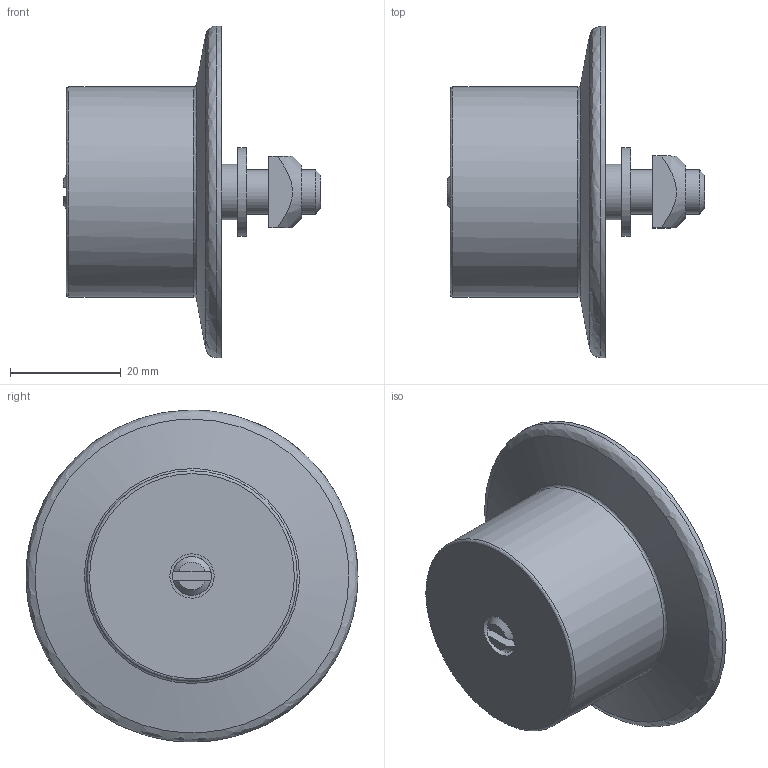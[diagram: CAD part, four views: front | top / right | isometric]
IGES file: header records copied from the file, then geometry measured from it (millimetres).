
Global section: file name: 700115; native system: Autodesk Inventor 2021; preprocessor: unknown; author: Mrówczyńska,,; organization: 11; date: 20221010.085636; units: millimetre
Bounding box: 46.5 x 60 x 59.99 mm (x, y, z)
Volume: 36340.9 mm3; surface area: 19424.2 mm2
Topology: 6 solids, 6 shells, 72 faces, 227 edges, 163 vertices
Faces by surface type: bspline 72
